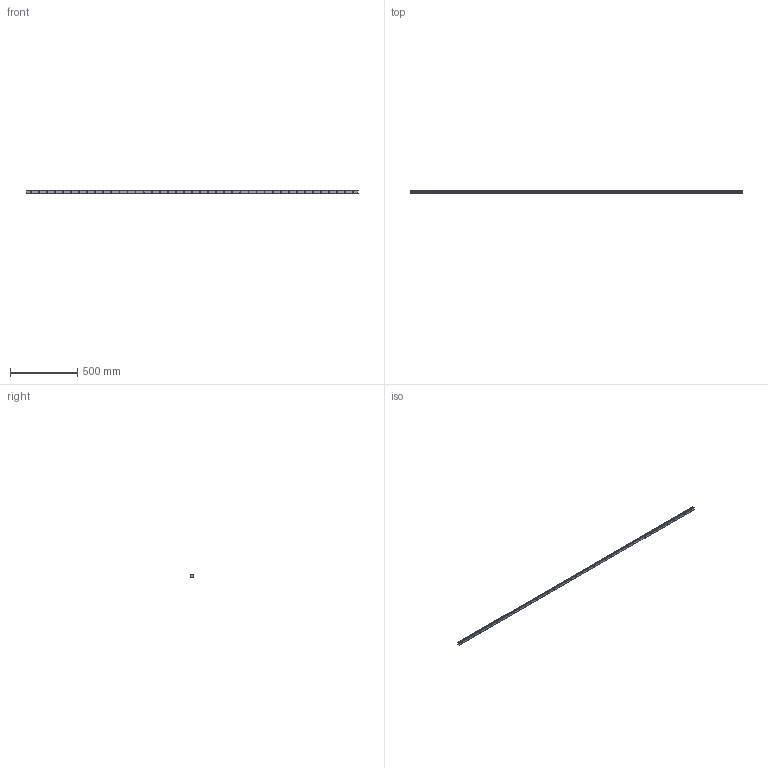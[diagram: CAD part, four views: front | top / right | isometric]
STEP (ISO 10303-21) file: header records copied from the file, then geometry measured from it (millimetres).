
FILE_DESCRIPTION (( 'STEP AP214' ), '1' );
FILE_NAME ('SHS20C1SS-2470L_G35_0_B-M6F_1195-5_0_0_0_1.STEP', '2021-06-14T12:45:26', ( '' ), ( '' ), 'SwSTEP 2.0', 'SolidWorks 2021', '' );
FILE_SCHEMA (( 'AUTOMOTIVE_DESIGN' ));
Length unit declared in the file: millimetre
Products named in the file (2): _SHS20C247035 Track; SHS20C1SS-2470L_G35_0_B-M6F_1195-5_0_0_0_1
Assembly tree (1 placements, depth 2):
  SHS20C1SS-2470L_G35_0_B-M6F_1195-5_0_0_0_1
    _SHS20C247035 Track
Bounding box: 2470 x 16.5 x 20 mm (x, y, z)
Volume: 696911.1 mm3; surface area: 196441.4 mm2
Topology: 1 solids, 1 shells, 241 faces, 594 edges, 396 vertices
Faces by surface type: cylinder 184, plane 57
Entity records: 7566 total; most frequent: DIRECTION 1452, CARTESIAN_POINT 1235, ORIENTED_EDGE 1188, AXIS2_PLACEMENT_3D 613, EDGE_CURVE 594, VERTEX_POINT 396, CIRCLE 368, EDGE_LOOP 364
